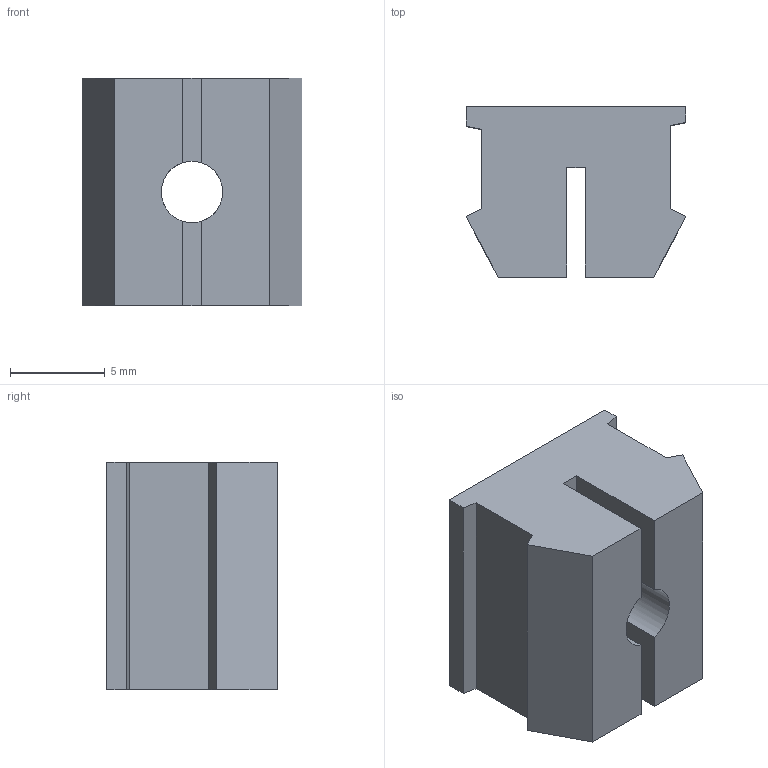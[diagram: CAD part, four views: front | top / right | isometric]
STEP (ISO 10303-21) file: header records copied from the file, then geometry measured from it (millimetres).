
FILE_DESCRIPTION(/* description */ ('STEP AP214'),/* implementation_level */ '2;1');
FILE_NAME(/* name */ '096SM10M04',/* time_stamp */ '2022-09-01T14:45:38+02:00',/* author */ ('License CC BY-ND 4.0'),/* organization */ ('CADENAS'),/* preprocessor_version */ 'ST-DEVELOPER v18.102',/* originating_system */ 'PARTsolutions',/* authorisation */ ' ');
FILE_SCHEMA (('AUTOMOTIVE_DESIGN {1 0 10303 214 3 1 1}'));
Length unit declared in the file: millimetre
Products named in the file (1): 096SM10M04
Bounding box: 11.6 x 9 x 12 mm (x, y, z)
Volume: 908.6 mm3; surface area: 837.4 mm2
Topology: 1 solids, 1 shells, 24 faces, 66 edges, 44 vertices
Faces by surface type: plane 22, cone 1, cylinder 1
Full cylindrical faces by diameter (mm): 3.242 x1
Entity records: 772 total; most frequent: CARTESIAN_POINT 131, ORIENTED_EDGE 126, DIRECTION 120, EDGE_CURVE 63, LINE 56, VECTOR 56, VERTEX_POINT 43, AXIS2_PLACEMENT_3D 32
